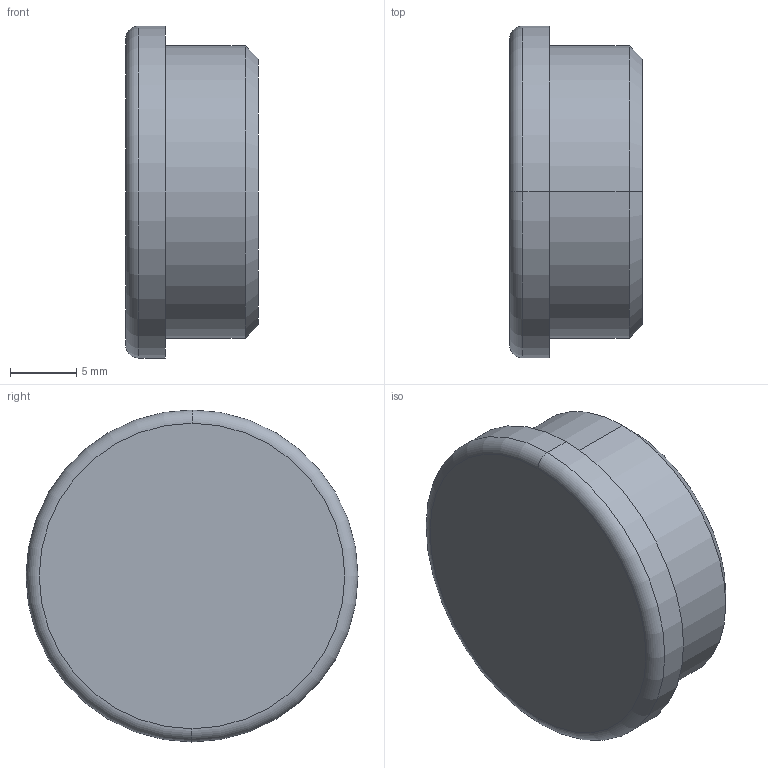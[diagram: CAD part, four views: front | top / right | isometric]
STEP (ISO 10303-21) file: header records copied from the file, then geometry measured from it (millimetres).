
FILE_DESCRIPTION (( 'STEP AP203' ), '1' );
FILE_NAME ('3D_GR1382_DN25x1.5_18380310.STEP', '2024-09-23T06:00:34', ( '' ), ( '' ), 'SwSTEP 2.0', 'SolidWorks 2024', '' );
FILE_SCHEMA (( 'CONFIG_CONTROL_DESIGN' ));
Length unit declared in the file: millimetre
Products named in the file (1): 3D_GR1382_DN25x1.5_18380310
Bounding box: 10 x 25 x 25 mm (x, y, z)
Volume: 4083.5 mm3; surface area: 1625.2 mm2
Topology: 1 solids, 1 shells, 11 faces, 20 edges, 12 vertices
Faces by surface type: cylinder 4, plane 3, torus 2, cone 2
Entity records: 353 total; most frequent: DIRECTION 58, CARTESIAN_POINT 44, ORIENTED_EDGE 40, AXIS2_PLACEMENT_3D 26, EDGE_CURVE 20, CIRCLE 14, VERTEX_POINT 12, EDGE_LOOP 12
